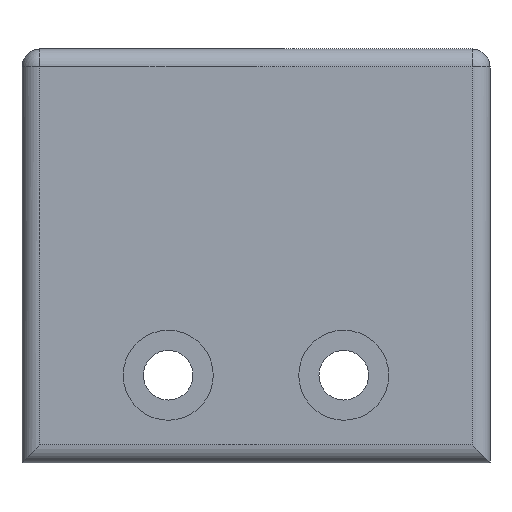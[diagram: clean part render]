
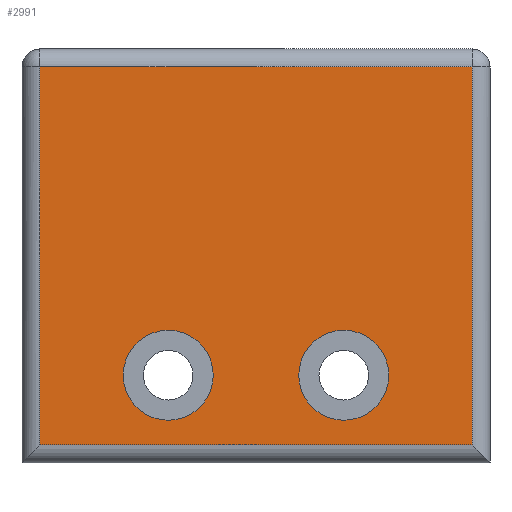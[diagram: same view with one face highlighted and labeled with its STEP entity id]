
A CAD part, front view. The second image highlights one B-rep face of the part: STEP entity #2991.
In plain terms, the highlighted planar face has unit normal (0, -1, 0).
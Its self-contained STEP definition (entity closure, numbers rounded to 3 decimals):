
#68 = CARTESIAN_POINT ( 'NONE',  ( -9.75, 0., -41.25 ) ) ;
#96 = EDGE_CURVE ( 'NONE', #3619, #178, #4816, .T. ) ;
#100 = DIRECTION ( 'NONE',  ( 0., 0., 1. ) ) ;
#128 = CIRCLE ( 'NONE', #3441, 5. ) ;
#145 = VERTEX_POINT ( 'NONE', #4523 ) ;
#148 = ORIENTED_EDGE ( 'NONE', *, *, #945, .T. ) ;
#154 = VERTEX_POINT ( 'NONE', #68 ) ;
#178 = VERTEX_POINT ( 'NONE', #3457 ) ;
#185 = VERTEX_POINT ( 'NONE', #1957 ) ;
#202 = CARTESIAN_POINT ( 'NONE',  ( -9.75, 0., -36.25 ) ) ;
#250 = DIRECTION ( 'NONE',  ( 0., 1., 0. ) ) ;
#275 = DIRECTION ( 'NONE',  ( 1., 0., 0. ) ) ;
#477 = VECTOR ( 'NONE', #275, 1000. ) ;
#495 = CARTESIAN_POINT ( 'NONE',  ( 26., 0., -2. ) ) ;
#624 = CARTESIAN_POINT ( 'NONE',  ( 24., 0., 0. ) ) ;
#626 = CIRCLE ( 'NONE', #879, 5. ) ;
#672 = CIRCLE ( 'NONE', #3730, 5. ) ;
#844 = ORIENTED_EDGE ( 'NONE', *, *, #1342, .T. ) ;
#879 = AXIS2_PLACEMENT_3D ( 'NONE', #1837, #2957, #1824 ) ;
#914 = ORIENTED_EDGE ( 'NONE', *, *, #4052, .T. ) ;
#945 = EDGE_CURVE ( 'NONE', #2690, #154, #672, .T. ) ;
#1006 = VECTOR ( 'NONE', #3234, 1000. ) ;
#1275 = CARTESIAN_POINT ( 'NONE',  ( -24., 0., -44. ) ) ;
#1342 = EDGE_CURVE ( 'NONE', #3789, #3095, #1672, .T. ) ;
#1417 = DIRECTION ( 'NONE',  ( 0., 0., -1. ) ) ;
#1432 = EDGE_CURVE ( 'NONE', #145, #3789, #4100, .T. ) ;
#1672 = LINE ( 'NONE', #4806, #477 ) ;
#1762 = AXIS2_PLACEMENT_3D ( 'NONE', #4071, #4604, #100 ) ;
#1824 = DIRECTION ( 'NONE',  ( 0., 0., 1. ) ) ;
#1837 = CARTESIAN_POINT ( 'NONE',  ( 9.75, 0., -36.25 ) ) ;
#1884 = FACE_OUTER_BOUND ( 'NONE', #3079, .T. ) ;
#1957 = CARTESIAN_POINT ( 'NONE',  ( 24., 0., -2. ) ) ;
#1974 = EDGE_CURVE ( 'NONE', #154, #2690, #128, .T. ) ;
#2222 = DIRECTION ( 'NONE',  ( 0., 0., 1. ) ) ;
#2245 = CARTESIAN_POINT ( 'NONE',  ( 9.75, 0., -41.25 ) ) ;
#2297 = LINE ( 'NONE', #495, #3593 ) ;
#2373 = LINE ( 'NONE', #624, #1006 ) ;
#2521 = PLANE ( 'NONE',  #4862 ) ;
#2546 = ORIENTED_EDGE ( 'NONE', *, *, #2929, .T. ) ;
#2672 = DIRECTION ( 'NONE',  ( 0., 1., 0. ) ) ;
#2690 = VERTEX_POINT ( 'NONE', #3366 ) ;
#2929 = EDGE_CURVE ( 'NONE', #185, #145, #2297, .T. ) ;
#2952 = CARTESIAN_POINT ( 'NONE',  ( -9.75, 0., -36.25 ) ) ;
#2957 = DIRECTION ( 'NONE',  ( 0., 1., 0. ) ) ;
#2971 = ORIENTED_EDGE ( 'NONE', *, *, #96, .T. ) ;
#2991 = ADVANCED_FACE ( 'NONE', ( #1884, #4024, #3286 ), #2521, .F. ) ;
#3045 = CARTESIAN_POINT ( 'NONE',  ( 24., 0., -44. ) ) ;
#3079 = EDGE_LOOP ( 'NONE', ( #2546, #4245, #844, #914 ) ) ;
#3095 = VERTEX_POINT ( 'NONE', #3045 ) ;
#3192 = DIRECTION ( 'NONE',  ( 0., 0., 1. ) ) ;
#3234 = DIRECTION ( 'NONE',  ( 0., 0., 1. ) ) ;
#3260 = EDGE_LOOP ( 'NONE', ( #4540, #148 ) ) ;
#3286 = FACE_BOUND ( 'NONE', #4007, .T. ) ;
#3366 = CARTESIAN_POINT ( 'NONE',  ( -9.75, 0., -31.25 ) ) ;
#3430 = EDGE_CURVE ( 'NONE', #178, #3619, #626, .T. ) ;
#3441 = AXIS2_PLACEMENT_3D ( 'NONE', #2952, #4856, #2222 ) ;
#3457 = CARTESIAN_POINT ( 'NONE',  ( 9.75, 0., -31.25 ) ) ;
#3593 = VECTOR ( 'NONE', #3618, 1000. ) ;
#3618 = DIRECTION ( 'NONE',  ( -1., 0., 0. ) ) ;
#3619 = VERTEX_POINT ( 'NONE', #2245 ) ;
#3730 = AXIS2_PLACEMENT_3D ( 'NONE', #202, #2672, #4174 ) ;
#3737 = VECTOR ( 'NONE', #1417, 1000. ) ;
#3789 = VERTEX_POINT ( 'NONE', #1275 ) ;
#4007 = EDGE_LOOP ( 'NONE', ( #2971, #4290 ) ) ;
#4024 = FACE_BOUND ( 'NONE', #3260, .T. ) ;
#4052 = EDGE_CURVE ( 'NONE', #3095, #185, #2373, .T. ) ;
#4071 = CARTESIAN_POINT ( 'NONE',  ( 9.75, 0., -36.25 ) ) ;
#4100 = LINE ( 'NONE', #4838, #3737 ) ;
#4174 = DIRECTION ( 'NONE',  ( 0., 0., 1. ) ) ;
#4245 = ORIENTED_EDGE ( 'NONE', *, *, #1432, .T. ) ;
#4290 = ORIENTED_EDGE ( 'NONE', *, *, #3430, .T. ) ;
#4419 = CARTESIAN_POINT ( 'NONE',  ( 26., 0., 0. ) ) ;
#4523 = CARTESIAN_POINT ( 'NONE',  ( -24., 0., -2. ) ) ;
#4540 = ORIENTED_EDGE ( 'NONE', *, *, #1974, .T. ) ;
#4604 = DIRECTION ( 'NONE',  ( 0., 1., 0. ) ) ;
#4806 = CARTESIAN_POINT ( 'NONE',  ( 26., 0., -44. ) ) ;
#4816 = CIRCLE ( 'NONE', #1762, 5. ) ;
#4838 = CARTESIAN_POINT ( 'NONE',  ( -24., 0., 0. ) ) ;
#4856 = DIRECTION ( 'NONE',  ( 0., 1., 0. ) ) ;
#4862 = AXIS2_PLACEMENT_3D ( 'NONE', #4419, #250, #3192 ) ;
